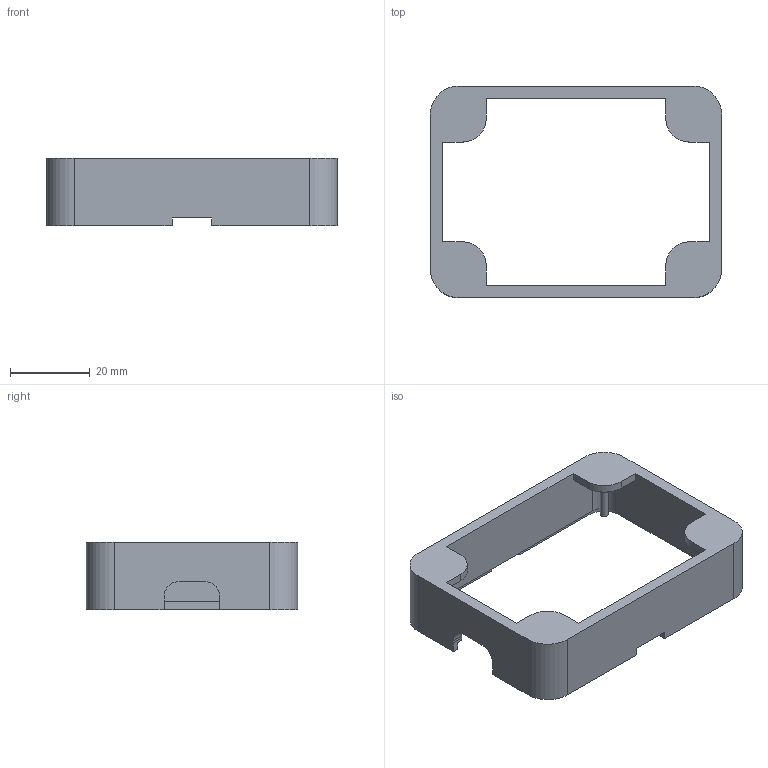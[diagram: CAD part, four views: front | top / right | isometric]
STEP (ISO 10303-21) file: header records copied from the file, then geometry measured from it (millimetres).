
FILE_DESCRIPTION(/* description */ (''),/* implementation_level */ '2;1');
FILE_NAME(/* name */ 'module-case_CASE.step',/* time_stamp */ '2024-02-17T18:30:50+08:00',/* author */ (''),/* organization */ (''),/* preprocessor_version */ 'ST-DEVELOPER v20',/* originating_system */ 'Autodesk Translation Framework v12.20.1.177',/* authorisation */ '');
FILE_SCHEMA (('AUTOMOTIVE_DESIGN { 1 0 10303 214 3 1 1 }'));
Length unit declared in the file: millimetre
Products named in the file (1): module-case
Bounding box: 73 x 53 x 17 mm (x, y, z)
Volume: 11916.9 mm3; surface area: 10239.3 mm2
Topology: 1 solids, 1 shells, 74 faces, 195 edges, 130 vertices
Faces by surface type: plane 48, cylinder 26
Full cylindrical faces by diameter (mm): 2 x4, 4.05 x4
Entity records: 2317 total; most frequent: CARTESIAN_POINT 400, DIRECTION 397, ORIENTED_EDGE 390, EDGE_CURVE 195, LINE 143, VECTOR 143, VERTEX_POINT 130, AXIS2_PLACEMENT_3D 127
